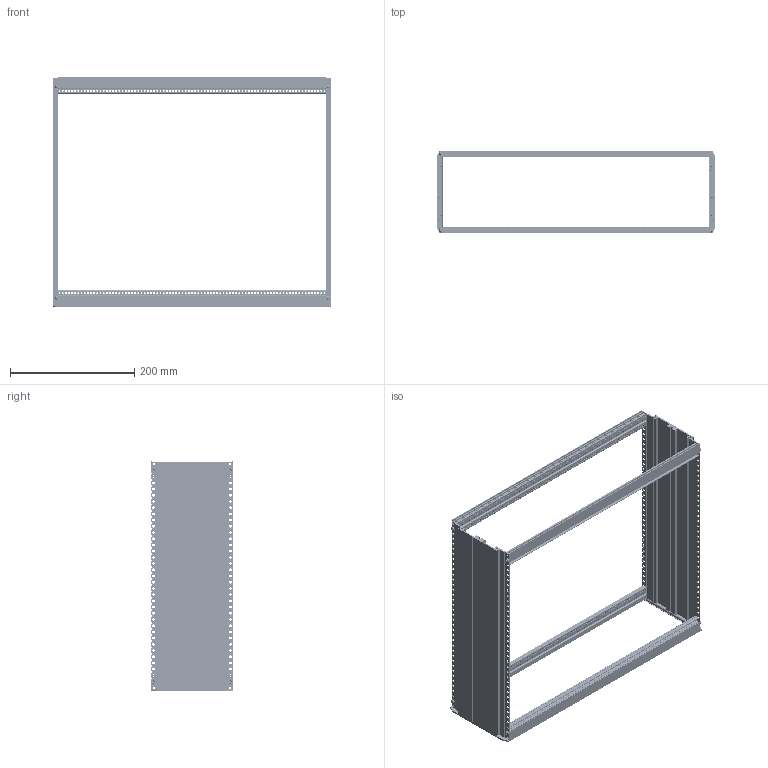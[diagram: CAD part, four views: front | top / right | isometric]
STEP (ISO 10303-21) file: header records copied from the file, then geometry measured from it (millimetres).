
FILE_DESCRIPTION((''),'2;1');
FILE_NAME('3983100_ASM','2014-09-02T',('wkoerber'),(''),'PRO/ENGINEER BY PARAMETRIC TECHNOLOGY CORPORATION, 2010160','PRO/ENGINEER BY PARAMETRIC TECHNOLOGY CORPORATION, 2010160','');
FILE_SCHEMA(('AUTOMOTIVE_DESIGN { 1 0 10303 214 1 1 1 1 }'));
Length unit declared in the file: millimetre
Products named in the file (8): P00410XXMRXX_365; J31813-V0085-Y084-X0-0055; 226204001399VM-TE084; J31813-V0085-Y084-X0-0055_ASM; P00421XXMRXX; 9908627; DEI7046-1_040_012_ST; 3983100_ASM
Assembly tree (20 placements, depth 3):
  3983100_ASM
    P00410XXMRXX_365  x2
    J31813-V0085-Y084-X0-0055_ASM  x4
      J31813-V0085-Y084-X0-0055
      226204001399VM-TE084
    P00421XXMRXX  x2
    9908627  x6
    DEI7046-1_040_012_ST  x4
Bounding box: 449 x 132.5 x 370.5 mm (x, y, z)
Volume: 569615 mm3; surface area: 532802.3 mm2
Topology: 22 solids, 26 shells, 2688 faces, 7688 edges, 5064 vertices
Faces by surface type: cylinder 1896, plane 744, cone 36, torus 12
Entity records: 32874 total; most frequent: DIRECTION 5355, CARTESIAN_POINT 5002, ORIENTED_EDGE 4886, EDGE_CURVE 2445, AXIS2_PLACEMENT_3D 2034, VERTEX_POINT 1615, EDGE_LOOP 1342, VECTOR 1287
